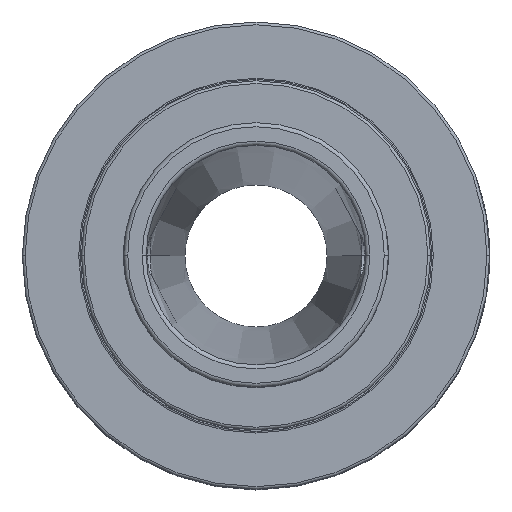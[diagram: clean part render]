
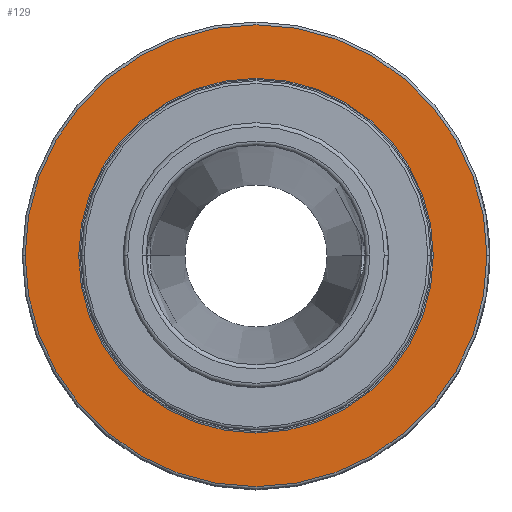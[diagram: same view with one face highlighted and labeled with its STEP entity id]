
A CAD part, top view. The second image highlights one B-rep face of the part: STEP entity #129.
In plain terms, the highlighted planar face has unit normal (0, 0, 1).
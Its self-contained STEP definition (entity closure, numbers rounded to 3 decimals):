
#51 = EDGE_CURVE ( 'NONE', #439, #440, #509, .T. ) ;
#129 = ADVANCED_FACE ( 'NONE', ( #592, #611 ), #2001, .T. ) ;
#169 = EDGE_CURVE ( 'NONE', #444, #443, #2126, .T. ) ;
#170 = EDGE_CURVE ( 'NONE', #440, #439, #2119, .T. ) ;
#198 = ORIENTED_EDGE ( 'NONE', *, *, #327, .T. ) ;
#199 = ORIENTED_EDGE ( 'NONE', *, *, #169, .T. ) ;
#200 = ORIENTED_EDGE ( 'NONE', *, *, #51, .T. ) ;
#201 = ORIENTED_EDGE ( 'NONE', *, *, #170, .T. ) ;
#302 = EDGE_LOOP ( 'NONE', ( #198, #199 ) ) ;
#318 = EDGE_LOOP ( 'NONE', ( #200, #201 ) ) ;
#327 = EDGE_CURVE ( 'NONE', #443, #444, #2138, .T. ) ;
#339 = AXIS2_PLACEMENT_3D ( 'NONE', #1043, #1044, #1045 ) ;
#439 = VERTEX_POINT ( 'NONE', #2848 ) ;
#440 = VERTEX_POINT ( 'NONE', #2819 ) ;
#443 = VERTEX_POINT ( 'NONE', #2851 ) ;
#444 = VERTEX_POINT ( 'NONE', #2852 ) ;
#509 = CIRCLE ( 'NONE', #339, 16.8 ) ;
#592 = FACE_BOUND ( 'NONE', #302, .T. ) ;
#611 = FACE_OUTER_BOUND ( 'NONE', #318, .T. ) ;
#1043 = CARTESIAN_POINT ( 'NONE',  ( 0., 0., 25. ) ) ;
#1044 = DIRECTION ( 'NONE',  ( 0., 0., 1. ) ) ;
#1045 = DIRECTION ( 'NONE',  ( 1., 0., 0. ) ) ;
#1491 = AXIS2_PLACEMENT_3D ( 'NONE', #1999, #1997, #2003 ) ;
#1521 = AXIS2_PLACEMENT_3D ( 'NONE', #2690, #2691, #2692 ) ;
#1522 = AXIS2_PLACEMENT_3D ( 'NONE', #2693, #2694, #2695 ) ;
#1997 = DIRECTION ( 'NONE',  ( 0., 0., 1. ) ) ;
#1999 = CARTESIAN_POINT ( 'NONE',  ( 0., 0., 25. ) ) ;
#2001 = PLANE ( 'NONE',  #1491 ) ;
#2003 = DIRECTION ( 'NONE',  ( 1., 0., 0. ) ) ;
#2119 = CIRCLE ( 'NONE', #1522, 16.8 ) ;
#2126 = CIRCLE ( 'NONE', #1521, 12.9 ) ;
#2138 = CIRCLE ( 'NONE', #2774, 12.9 ) ;
#2690 = CARTESIAN_POINT ( 'NONE',  ( 0., 0., 25. ) ) ;
#2691 = DIRECTION ( 'NONE',  ( 0., 0., -1. ) ) ;
#2692 = DIRECTION ( 'NONE',  ( 1., 0., 0. ) ) ;
#2693 = CARTESIAN_POINT ( 'NONE',  ( 0., 0., 25. ) ) ;
#2694 = DIRECTION ( 'NONE',  ( 0., 0., 1. ) ) ;
#2695 = DIRECTION ( 'NONE',  ( 1., 0., 0. ) ) ;
#2774 = AXIS2_PLACEMENT_3D ( 'NONE', #2820, #2821, #2822 ) ;
#2819 = CARTESIAN_POINT ( 'NONE',  ( -16.8, 0., 25. ) ) ;
#2820 = CARTESIAN_POINT ( 'NONE',  ( 0., 0., 25. ) ) ;
#2821 = DIRECTION ( 'NONE',  ( 0., 0., -1. ) ) ;
#2822 = DIRECTION ( 'NONE',  ( 1., 0., 0. ) ) ;
#2848 = CARTESIAN_POINT ( 'NONE',  ( 16.8, 0., 25. ) ) ;
#2851 = CARTESIAN_POINT ( 'NONE',  ( 12.9, 0., 25. ) ) ;
#2852 = CARTESIAN_POINT ( 'NONE',  ( -12.9, 0., 25. ) ) ;
